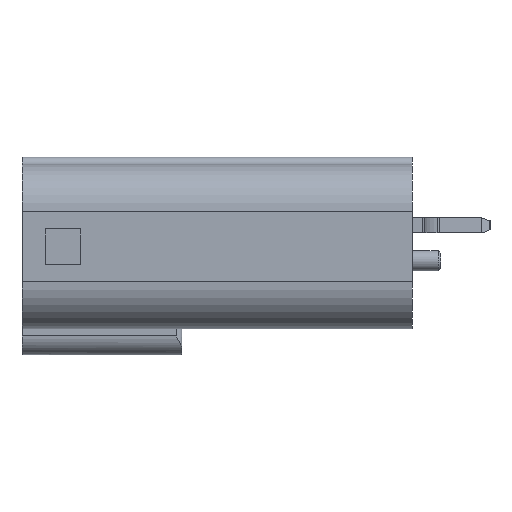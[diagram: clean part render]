
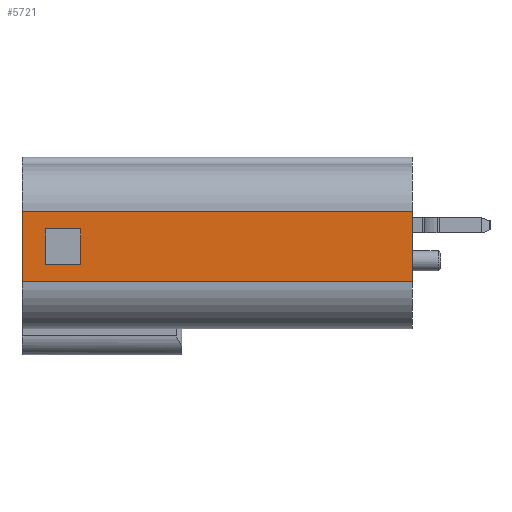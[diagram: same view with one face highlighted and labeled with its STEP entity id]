
A CAD part, left-side view. The second image highlights one B-rep face of the part: STEP entity #5721.
In plain terms, the highlighted planar face has unit normal (-1, 0, 0).
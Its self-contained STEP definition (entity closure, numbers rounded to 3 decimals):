
#88 = VERTEX_POINT ( 'NONE', #4978 ) ;
#461 = VECTOR ( 'NONE', #2476, 1000. ) ;
#467 = ORIENTED_EDGE ( 'NONE', *, *, #3239, .F. ) ;
#823 = ORIENTED_EDGE ( 'NONE', *, *, #5404, .T. ) ;
#857 = DIRECTION ( 'NONE',  ( 0., 0., 1. ) ) ;
#1031 = DIRECTION ( 'NONE',  ( 0., 0., -1. ) ) ;
#1648 = LINE ( 'NONE', #4748, #5822 ) ;
#1783 = LINE ( 'NONE', #4533, #2593 ) ;
#1798 = ORIENTED_EDGE ( 'NONE', *, *, #3363, .F. ) ;
#1822 = VECTOR ( 'NONE', #6603, 1000. ) ;
#1852 = CARTESIAN_POINT ( 'NONE',  ( -5.5, 16.6, -2.4 ) ) ;
#1909 = DIRECTION ( 'NONE',  ( 0., -1., 0. ) ) ;
#1962 = CARTESIAN_POINT ( 'NONE',  ( -5.5, 16.6, 0.6 ) ) ;
#2304 = LINE ( 'NONE', #6775, #1822 ) ;
#2382 = ORIENTED_EDGE ( 'NONE', *, *, #6326, .F. ) ;
#2391 = FACE_OUTER_BOUND ( 'NONE', #3824, .T. ) ;
#2427 = FACE_BOUND ( 'NONE', #2824, .T. ) ;
#2476 = DIRECTION ( 'NONE',  ( 0., 0., 1. ) ) ;
#2593 = VECTOR ( 'NONE', #5626, 1000. ) ;
#2824 = EDGE_LOOP ( 'NONE', ( #3959, #4694, #1798, #3484 ) ) ;
#2884 = ORIENTED_EDGE ( 'NONE', *, *, #3703, .T. ) ;
#2988 = VECTOR ( 'NONE', #6599, 1000. ) ;
#3057 = VECTOR ( 'NONE', #1909, 1000. ) ;
#3239 = EDGE_CURVE ( 'NONE', #5714, #6675, #3654, .T. ) ;
#3344 = CARTESIAN_POINT ( 'NONE',  ( -5.5, 0., -2.4 ) ) ;
#3363 = EDGE_CURVE ( 'NONE', #88, #6709, #1648, .T. ) ;
#3484 = ORIENTED_EDGE ( 'NONE', *, *, #3504, .F. ) ;
#3504 = EDGE_CURVE ( 'NONE', #4411, #88, #5044, .T. ) ;
#3591 = CARTESIAN_POINT ( 'NONE',  ( -5.5, 16.6, -2.4 ) ) ;
#3654 = LINE ( 'NONE', #4168, #461 ) ;
#3703 = EDGE_CURVE ( 'NONE', #5636, #3866, #5741, .T. ) ;
#3824 = EDGE_LOOP ( 'NONE', ( #2382, #467, #823, #2884 ) ) ;
#3866 = VERTEX_POINT ( 'NONE', #5838 ) ;
#3959 = ORIENTED_EDGE ( 'NONE', *, *, #6941, .F. ) ;
#4102 = LINE ( 'NONE', #6254, #3057 ) ;
#4148 = PLANE ( 'NONE',  #6120 ) ;
#4168 = CARTESIAN_POINT ( 'NONE',  ( -5.5, 16.6, -2.4 ) ) ;
#4198 = VECTOR ( 'NONE', #4285, 1000. ) ;
#4277 = VECTOR ( 'NONE', #857, 1000. ) ;
#4285 = DIRECTION ( 'NONE',  ( 0., -1., 0. ) ) ;
#4411 = VERTEX_POINT ( 'NONE', #6107 ) ;
#4533 = CARTESIAN_POINT ( 'NONE',  ( -5.5, 14.1, -0.15 ) ) ;
#4631 = DIRECTION ( 'NONE',  ( 1., 0., 0. ) ) ;
#4694 = ORIENTED_EDGE ( 'NONE', *, *, #6588, .F. ) ;
#4711 = CARTESIAN_POINT ( 'NONE',  ( -5.5, 0., -2.4 ) ) ;
#4748 = CARTESIAN_POINT ( 'NONE',  ( -5.5, 15.6, -0.15 ) ) ;
#4978 = CARTESIAN_POINT ( 'NONE',  ( -5.5, 15.6, -0.15 ) ) ;
#5044 = LINE ( 'NONE', #5455, #2988 ) ;
#5221 = DIRECTION ( 'NONE',  ( 0., 0., -1. ) ) ;
#5404 = EDGE_CURVE ( 'NONE', #5714, #5636, #6939, .T. ) ;
#5455 = CARTESIAN_POINT ( 'NONE',  ( -5.5, 14.1, -0.15 ) ) ;
#5626 = DIRECTION ( 'NONE',  ( 0., 0., 1. ) ) ;
#5636 = VERTEX_POINT ( 'NONE', #3344 ) ;
#5714 = VERTEX_POINT ( 'NONE', #3591 ) ;
#5721 = ADVANCED_FACE ( 'NONE', ( #2427, #2391 ), #4148, .F. ) ;
#5741 = LINE ( 'NONE', #4711, #4277 ) ;
#5802 = CARTESIAN_POINT ( 'NONE',  ( -5.5, 15.6, -1.65 ) ) ;
#5822 = VECTOR ( 'NONE', #1031, 1000. ) ;
#5838 = CARTESIAN_POINT ( 'NONE',  ( -5.5, 0., 0.6 ) ) ;
#5902 = CARTESIAN_POINT ( 'NONE',  ( -5.5, 16.6, -2.4 ) ) ;
#6107 = CARTESIAN_POINT ( 'NONE',  ( -5.5, 14.1, -0.15 ) ) ;
#6120 = AXIS2_PLACEMENT_3D ( 'NONE', #1852, #4631, #5221 ) ;
#6254 = CARTESIAN_POINT ( 'NONE',  ( -5.5, 16.6, 0.6 ) ) ;
#6326 = EDGE_CURVE ( 'NONE', #6675, #3866, #4102, .T. ) ;
#6331 = CARTESIAN_POINT ( 'NONE',  ( -5.5, 14.1, -1.65 ) ) ;
#6588 = EDGE_CURVE ( 'NONE', #6709, #6751, #2304, .T. ) ;
#6599 = DIRECTION ( 'NONE',  ( 0., 1., 0. ) ) ;
#6603 = DIRECTION ( 'NONE',  ( 0., -1., 0. ) ) ;
#6675 = VERTEX_POINT ( 'NONE', #1962 ) ;
#6709 = VERTEX_POINT ( 'NONE', #5802 ) ;
#6751 = VERTEX_POINT ( 'NONE', #6331 ) ;
#6775 = CARTESIAN_POINT ( 'NONE',  ( -5.5, 14.1, -1.65 ) ) ;
#6939 = LINE ( 'NONE', #5902, #4198 ) ;
#6941 = EDGE_CURVE ( 'NONE', #6751, #4411, #1783, .T. ) ;
